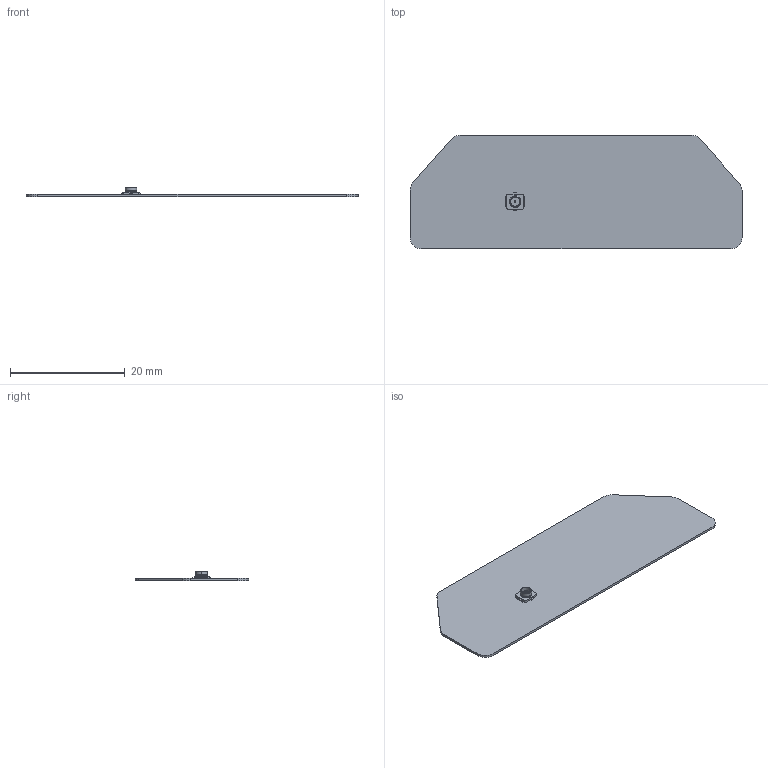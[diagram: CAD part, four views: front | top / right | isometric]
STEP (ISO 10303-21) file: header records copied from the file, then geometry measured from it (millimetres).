
FILE_DESCRIPTION(('Open CASCADE Model'),'2;1');
FILE_NAME('Open CASCADE Shape Model','2017-07-13T12:30:56',('Author'),( 'Open CASCADE'),'Open CASCADE STEP processor 6.8','Open CASCADE 6.8' ,'Unknown');
FILE_SCHEMA(('AUTOMOTIVE_DESIGN { 1 0 10303 214 1 1 1 1 }'));
Length unit declared in the file: millimetre
Products named in the file (1): PCB
Bounding box: 57.82 x 19.8 x 1.66 mm (x, y, z)
Volume: 445.1 mm3; surface area: 2245.4 mm2
Topology: 7 solids, 7 shells, 72 faces, 156 edges, 100 vertices
Faces by surface type: plane 42, cylinder 20, cone 8, bspline 2
Entity records: 2025 total; most frequent: CARTESIAN_POINT 365, DIRECTION 344, ORIENTED_EDGE 312, EDGE_CURVE 156, AXIS2_PLACEMENT_3D 119, LINE 106, VECTOR 106, VERTEX_POINT 100
